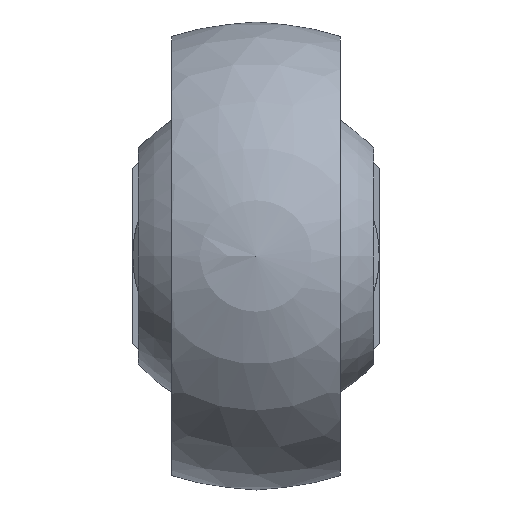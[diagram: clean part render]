
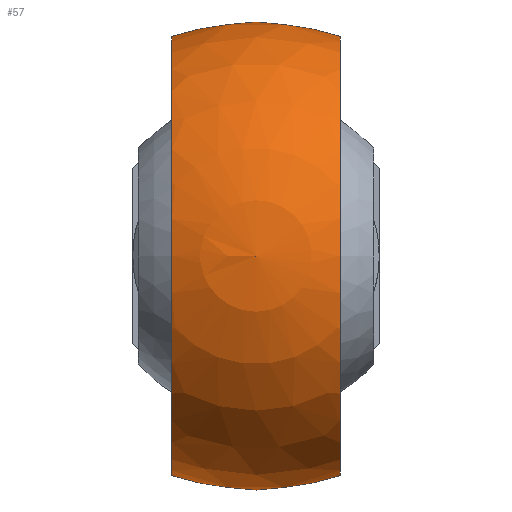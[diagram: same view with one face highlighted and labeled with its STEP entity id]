
A CAD part, left-side view. The second image highlights one B-rep face of the part: STEP entity #57.
In plain terms, the highlighted spherical face has radius 21 mm.
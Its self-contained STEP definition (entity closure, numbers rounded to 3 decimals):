
#57 = ADVANCED_FACE( '', ( #130, #131 ), #132, .T. );
#130 = FACE_BOUND( '', #227, .T. );
#131 = FACE_OUTER_BOUND( '', #228, .T. );
#132 = SPHERICAL_SURFACE( '', #229, 21. );
#227 = VERTEX_LOOP( '', #330 );
#228 = EDGE_LOOP( '', ( #331, #332, #333, #334 ) );
#229 = AXIS2_PLACEMENT_3D( '', #335, #336, #337 );
#330 = VERTEX_POINT( '', #510 );
#331 = ORIENTED_EDGE( '', *, *, #511, .F. );
#332 = ORIENTED_EDGE( '', *, *, #512, .T. );
#333 = ORIENTED_EDGE( '', *, *, #513, .F. );
#334 = ORIENTED_EDGE( '', *, *, #514, .T. );
#335 = CARTESIAN_POINT( '', ( 0., 0., 0. ) );
#336 = DIRECTION( '', ( 1., 0., 0. ) );
#337 = DIRECTION( '', ( 0., 1., 0. ) );
#510 = CARTESIAN_POINT( '', ( -21., 0., 0. ) );
#511 = EDGE_CURVE( '', #590, #591, #592, .T. );
#512 = EDGE_CURVE( '', #590, #593, #594, .F. );
#513 = EDGE_CURVE( '', #595, #593, #596, .T. );
#514 = EDGE_CURVE( '', #595, #591, #597, .F. );
#590 = VERTEX_POINT( '', #696 );
#591 = VERTEX_POINT( '', #697 );
#592 = CIRCLE( '', #698, 17.55 );
#593 = VERTEX_POINT( '', #699 );
#594 = CIRCLE( '', #700, 19.615 );
#595 = VERTEX_POINT( '', #701 );
#596 = CIRCLE( '', #702, 17.55 );
#597 = CIRCLE( '', #703, 19.615 );
#696 = CARTESIAN_POINT( '', ( 11.533, -7.5, -15.867 ) );
#697 = CARTESIAN_POINT( '', ( 11.533, 7.5, -15.867 ) );
#698 = AXIS2_PLACEMENT_3D( '', #838, #839, #840 );
#699 = CARTESIAN_POINT( '', ( 11.533, -7.5, 15.867 ) );
#700 = AXIS2_PLACEMENT_3D( '', #841, #842, #843 );
#701 = CARTESIAN_POINT( '', ( 11.533, 7.5, 15.867 ) );
#702 = AXIS2_PLACEMENT_3D( '', #844, #845, #846 );
#703 = AXIS2_PLACEMENT_3D( '', #847, #848, #849 );
#838 = CARTESIAN_POINT( '', ( 11.533, 0., 0. ) );
#839 = DIRECTION( '', ( 1., 0., 0. ) );
#840 = DIRECTION( '', ( 0., 0., -1. ) );
#841 = CARTESIAN_POINT( '', ( 0., -7.5, 0. ) );
#842 = DIRECTION( '', ( 0., -1., 0. ) );
#843 = DIRECTION( '', ( 0., 0., -1. ) );
#844 = CARTESIAN_POINT( '', ( 11.533, 0., 0. ) );
#845 = DIRECTION( '', ( 1., 0., 0. ) );
#846 = DIRECTION( '', ( 0., 0., -1. ) );
#847 = CARTESIAN_POINT( '', ( 0., 7.5, 0. ) );
#848 = DIRECTION( '', ( 0., 1., 0. ) );
#849 = DIRECTION( '', ( 0., 0., 1. ) );
